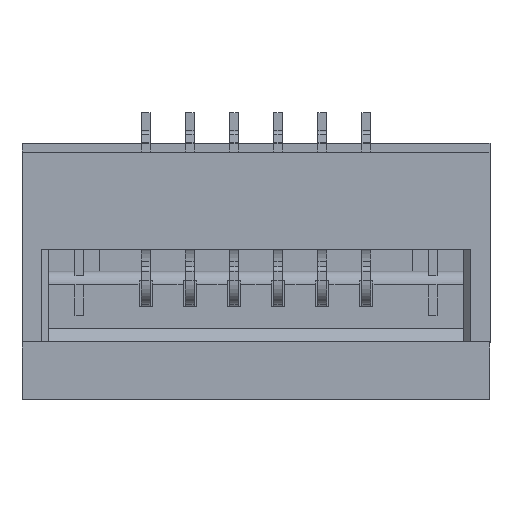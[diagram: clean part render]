
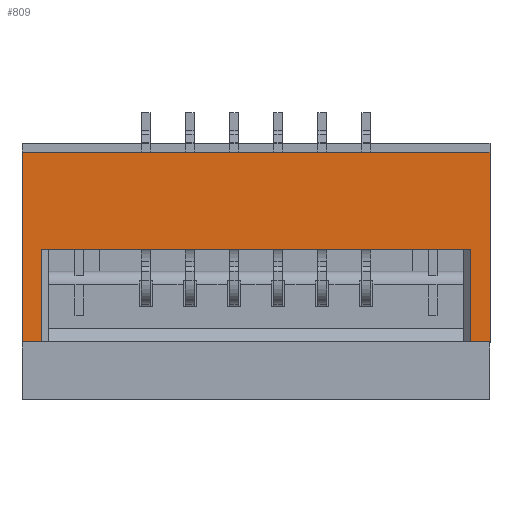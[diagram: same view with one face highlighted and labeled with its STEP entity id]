
A CAD part, top view. The second image highlights one B-rep face of the part: STEP entity #809.
In plain terms, the highlighted planar face has unit normal (0, 0, 1).
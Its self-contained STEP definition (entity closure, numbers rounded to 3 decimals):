
#809 = ADVANCED_FACE( '', ( #1560 ), #1561, .T. );
#1560 = FACE_OUTER_BOUND( '', #2303, .T. );
#1561 = PLANE( '', #2304 );
#2303 = EDGE_LOOP( '', ( #4401, #4402, #4403, #4404, #4405, #4406, #4407, #4408 ) );
#2304 = AXIS2_PLACEMENT_3D( '', #4409, #4410, #4411 );
#4401 = ORIENTED_EDGE( '', *, *, #5857, .F. );
#4402 = ORIENTED_EDGE( '', *, *, #5252, .F. );
#4403 = ORIENTED_EDGE( '', *, *, #5758, .F. );
#4404 = ORIENTED_EDGE( '', *, *, #5418, .T. );
#4405 = ORIENTED_EDGE( '', *, *, #5858, .T. );
#4406 = ORIENTED_EDGE( '', *, *, #5859, .T. );
#4407 = ORIENTED_EDGE( '', *, *, #5518, .F. );
#4408 = ORIENTED_EDGE( '', *, *, #5860, .T. );
#4409 = CARTESIAN_POINT( '', ( 5.3, -2.25, 1.1 ) );
#4410 = DIRECTION( '', ( 0., 0., 1. ) );
#4411 = DIRECTION( '', ( 1., 0., 0. ) );
#5252 = EDGE_CURVE( '', #6488, #6464, #6490, .T. );
#5418 = EDGE_CURVE( '', #6756, #6754, #6757, .T. );
#5518 = EDGE_CURVE( '', #6904, #6906, #6907, .T. );
#5758 = EDGE_CURVE( '', #6756, #6488, #7242, .T. );
#5857 = EDGE_CURVE( '', #6464, #7356, #7357, .T. );
#5858 = EDGE_CURVE( '', #6754, #7358, #7359, .T. );
#5859 = EDGE_CURVE( '', #7358, #6906, #7360, .T. );
#5860 = EDGE_CURVE( '', #6904, #7356, #7361, .T. );
#6464 = VERTEX_POINT( '', #8198 );
#6488 = VERTEX_POINT( '', #8234 );
#6490 = LINE( '', #8237, #8238 );
#6754 = VERTEX_POINT( '', #8627 );
#6756 = VERTEX_POINT( '', #8630 );
#6757 = LINE( '', #8631, #8632 );
#6904 = VERTEX_POINT( '', #8843 );
#6906 = VERTEX_POINT( '', #8846 );
#6907 = LINE( '', #8847, #8848 );
#7242 = LINE( '', #9340, #9341 );
#7356 = VERTEX_POINT( '', #9516 );
#7357 = LINE( '', #9517, #9518 );
#7358 = VERTEX_POINT( '', #9519 );
#7359 = LINE( '', #9520, #9521 );
#7360 = LINE( '', #9522, #9523 );
#7361 = LINE( '', #9524, #9525 );
#8198 = CARTESIAN_POINT( '', ( -5.3, 2.05, 1.1 ) );
#8234 = CARTESIAN_POINT( '', ( -5.3, -2.25, 1.1 ) );
#8237 = CARTESIAN_POINT( '', ( -5.3, -2.25, 1.1 ) );
#8238 = VECTOR( '', #9935, 1000. );
#8627 = CARTESIAN_POINT( '', ( -4.85, -0.15, 1.1 ) );
#8630 = CARTESIAN_POINT( '', ( -4.85, -2.25, 1.1 ) );
#8631 = CARTESIAN_POINT( '', ( -4.85, -2.25, 1.1 ) );
#8632 = VECTOR( '', #10101, 1000. );
#8843 = CARTESIAN_POINT( '', ( 5.3, -2.25, 1.1 ) );
#8846 = CARTESIAN_POINT( '', ( 4.85, -2.25, 1.1 ) );
#8847 = CARTESIAN_POINT( '', ( 5.3, -2.25, 1.1 ) );
#8848 = VECTOR( '', #10206, 1000. );
#9340 = CARTESIAN_POINT( '', ( 5.3, -2.25, 1.1 ) );
#9341 = VECTOR( '', #10436, 1000. );
#9516 = CARTESIAN_POINT( '', ( 5.3, 2.05, 1.1 ) );
#9517 = CARTESIAN_POINT( '', ( -6.424, 2.05, 1.1 ) );
#9518 = VECTOR( '', #10498, 1000. );
#9519 = CARTESIAN_POINT( '', ( 4.85, -0.15, 1.1 ) );
#9520 = CARTESIAN_POINT( '', ( 3.55, -0.15, 1.1 ) );
#9521 = VECTOR( '', #10499, 1000. );
#9522 = CARTESIAN_POINT( '', ( 4.85, -2.25, 1.1 ) );
#9523 = VECTOR( '', #10500, 1000. );
#9524 = CARTESIAN_POINT( '', ( 5.3, -2.25, 1.1 ) );
#9525 = VECTOR( '', #10501, 1000. );
#9935 = DIRECTION( '', ( 0., 1., 0. ) );
#10101 = DIRECTION( '', ( 0., 1., 0. ) );
#10206 = DIRECTION( '', ( -1., 0., 0. ) );
#10436 = DIRECTION( '', ( -1., 0., 0. ) );
#10498 = DIRECTION( '', ( 1., 0., 0. ) );
#10499 = DIRECTION( '', ( 1., 0., 0. ) );
#10500 = DIRECTION( '', ( 0., -1., 0. ) );
#10501 = DIRECTION( '', ( 0., 1., 0. ) );
